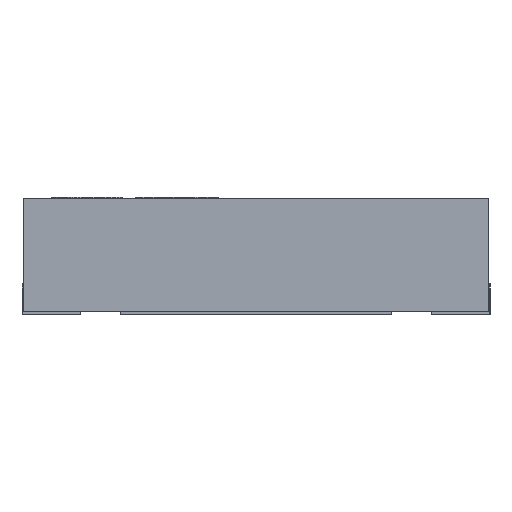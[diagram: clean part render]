
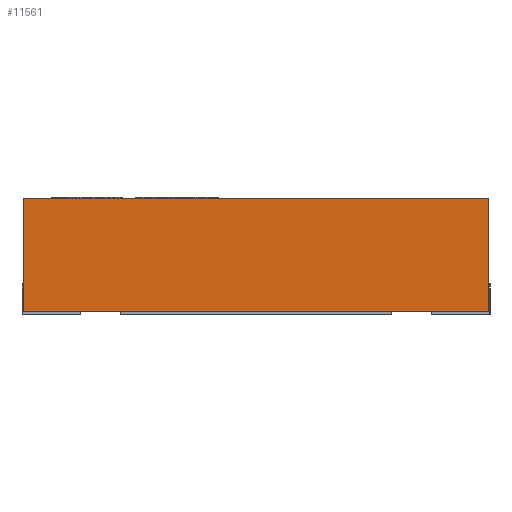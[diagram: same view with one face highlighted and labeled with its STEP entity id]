
A CAD part, front view. The second image highlights one B-rep face of the part: STEP entity #11561.
In plain terms, the highlighted planar face has unit normal (0, -1, 0).
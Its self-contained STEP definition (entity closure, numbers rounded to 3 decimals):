
#177 = VECTOR ( 'NONE', #3391, 1000. ) ;
#272 = ORIENTED_EDGE ( 'NONE', *, *, #3170, .T. ) ;
#369 = LINE ( 'NONE', #11403, #5337 ) ;
#578 = VERTEX_POINT ( 'NONE', #6469 ) ;
#908 = CARTESIAN_POINT ( 'NONE',  ( -1.5, -1., 0. ) ) ;
#1044 = DIRECTION ( 'NONE',  ( 0., 0., 1. ) ) ;
#1318 = VECTOR ( 'NONE', #2938, 1000. ) ;
#2077 = LINE ( 'NONE', #908, #1318 ) ;
#2736 = DIRECTION ( 'NONE',  ( 0., 0., -1. ) ) ;
#2878 = ORIENTED_EDGE ( 'NONE', *, *, #11887, .F. ) ;
#2938 = DIRECTION ( 'NONE',  ( 1., 0., 0. ) ) ;
#2947 = LINE ( 'NONE', #11330, #8805 ) ;
#3036 = ORIENTED_EDGE ( 'NONE', *, *, #9310, .F. ) ;
#3117 = CARTESIAN_POINT ( 'NONE',  ( -1.5, -1., 0.73 ) ) ;
#3170 = EDGE_CURVE ( 'NONE', #5476, #578, #9541, .T. ) ;
#3391 = DIRECTION ( 'NONE',  ( 0., 0., -1. ) ) ;
#3476 = DIRECTION ( 'NONE',  ( 0., 1., 0. ) ) ;
#3883 = VERTEX_POINT ( 'NONE', #12001 ) ;
#4178 = CARTESIAN_POINT ( 'NONE',  ( 1.5, -1., 0.73 ) ) ;
#5337 = VECTOR ( 'NONE', #12518, 1000. ) ;
#5476 = VERTEX_POINT ( 'NONE', #5482 ) ;
#5482 = CARTESIAN_POINT ( 'NONE',  ( -1.5, -1., 0.73 ) ) ;
#6469 = CARTESIAN_POINT ( 'NONE',  ( -1.5, -1., 0. ) ) ;
#7945 = ORIENTED_EDGE ( 'NONE', *, *, #12338, .T. ) ;
#8181 = EDGE_LOOP ( 'NONE', ( #7945, #3036, #2878, #272 ) ) ;
#8514 = VERTEX_POINT ( 'NONE', #4178 ) ;
#8775 = PLANE ( 'NONE',  #13872 ) ;
#8805 = VECTOR ( 'NONE', #2736, 1000. ) ;
#8838 = FACE_OUTER_BOUND ( 'NONE', #8181, .T. ) ;
#9310 = EDGE_CURVE ( 'NONE', #8514, #3883, #2947, .T. ) ;
#9541 = LINE ( 'NONE', #3117, #177 ) ;
#11330 = CARTESIAN_POINT ( 'NONE',  ( 1.5, -1., 0.73 ) ) ;
#11403 = CARTESIAN_POINT ( 'NONE',  ( -1.5, -1., 0.73 ) ) ;
#11561 = ADVANCED_FACE ( 'NONE', ( #8838 ), #8775, .F. ) ;
#11887 = EDGE_CURVE ( 'NONE', #5476, #8514, #369, .T. ) ;
#12001 = CARTESIAN_POINT ( 'NONE',  ( 1.5, -1., 0. ) ) ;
#12338 = EDGE_CURVE ( 'NONE', #578, #3883, #2077, .T. ) ;
#12518 = DIRECTION ( 'NONE',  ( 1., 0., 0. ) ) ;
#13140 = CARTESIAN_POINT ( 'NONE',  ( -1.5, -1., 0.73 ) ) ;
#13872 = AXIS2_PLACEMENT_3D ( 'NONE', #13140, #3476, #1044 ) ;
